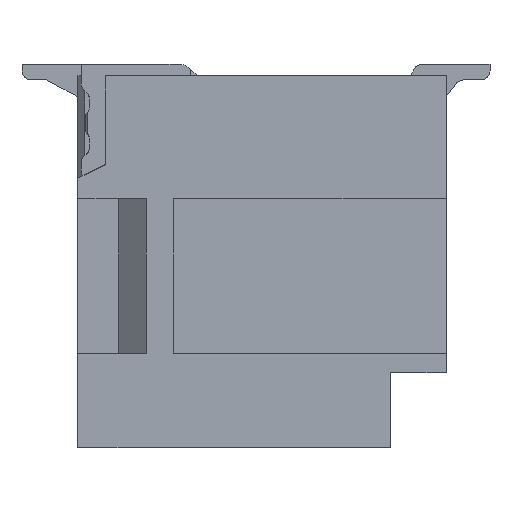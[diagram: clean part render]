
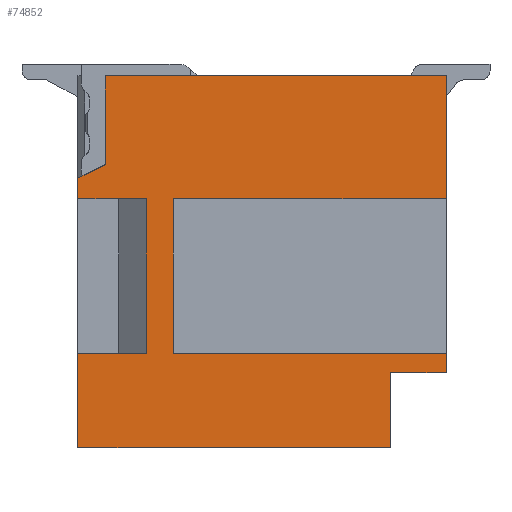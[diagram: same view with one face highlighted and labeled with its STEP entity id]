
A CAD part, front view. The second image highlights one B-rep face of the part: STEP entity #74852.
In plain terms, the highlighted planar face has unit normal (0, -1, 0).
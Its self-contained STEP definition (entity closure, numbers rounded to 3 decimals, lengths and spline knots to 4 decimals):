
#823 = CARTESIAN_POINT ( 'NONE',  ( -0.1073, -7.5, -1.5537 ) ) ;
#862 = DIRECTION ( 'NONE',  ( 0., 0., -1. ) ) ;
#2252 = VECTOR ( 'NONE', #44249, 1000. ) ;
#3131 = EDGE_CURVE ( 'NONE', #50795, #18506, #73439, .T. ) ;
#3781 = EDGE_CURVE ( 'NONE', #60489, #13621, #27479, .T. ) ;
#3941 = VERTEX_POINT ( 'NONE', #40027 ) ;
#4307 = CARTESIAN_POINT ( 'NONE',  ( -0.12, -7.5, 0. ) ) ;
#4923 = CARTESIAN_POINT ( 'NONE',  ( -0.12, -7.5, 0.12 ) ) ;
#5877 = VERTEX_POINT ( 'NONE', #16976 ) ;
#6197 = EDGE_CURVE ( 'NONE', #42216, #48077, #46475, .T. ) ;
#6402 = EDGE_CURVE ( 'NONE', #31283, #13283, #69703, .T. ) ;
#6914 = AXIS2_PLACEMENT_3D ( 'NONE', #4923, #10196, #51557 ) ;
#7206 = CARTESIAN_POINT ( 'NONE',  ( -0.12, -7.5, -1.8 ) ) ;
#7575 = VECTOR ( 'NONE', #862, 1000. ) ;
#9752 = CARTESIAN_POINT ( 'NONE',  ( 0., -7.5, -4.07 ) ) ;
#10087 = DIRECTION ( 'NONE',  ( 1., 0., 0. ) ) ;
#10196 = DIRECTION ( 'NONE',  ( 0., 1., 0. ) ) ;
#10245 = LINE ( 'NONE', #51412, #34318 ) ;
#10425 = DIRECTION ( 'NONE',  ( -1., 0., 0. ) ) ;
#12984 = DIRECTION ( 'NONE',  ( -1., 0., 0. ) ) ;
#13283 = VERTEX_POINT ( 'NONE', #34654 ) ;
#13621 = VERTEX_POINT ( 'NONE', #66007 ) ;
#14442 = CARTESIAN_POINT ( 'NONE',  ( 4.58, -7.5, -4.35 ) ) ;
#15031 = VECTOR ( 'NONE', #30869, 1000. ) ;
#15165 = CARTESIAN_POINT ( 'NONE',  ( 1.4, -7.5, -1.8 ) ) ;
#15231 = LINE ( 'NONE', #4307, #39789 ) ;
#15235 = EDGE_CURVE ( 'NONE', #70126, #42216, #15231, .T. ) ;
#16311 = DIRECTION ( 'NONE',  ( 0., 0., -1. ) ) ;
#16976 = CARTESIAN_POINT ( 'NONE',  ( 0.4, -7.5, -1.3 ) ) ;
#18166 = LINE ( 'NONE', #51394, #70090 ) ;
#18201 = EDGE_CURVE ( 'NONE', #45674, #50795, #10245, .T. ) ;
#18506 = VERTEX_POINT ( 'NONE', #20357 ) ;
#18807 = ORIENTED_EDGE ( 'NONE', *, *, #6197, .F. ) ;
#20336 = ORIENTED_EDGE ( 'NONE', *, *, #58203, .F. ) ;
#20357 = CARTESIAN_POINT ( 'NONE',  ( 5.4, -7.5, -4.35 ) ) ;
#21183 = VECTOR ( 'NONE', #12984, 1000. ) ;
#21632 = VECTOR ( 'NONE', #49247, 1000. ) ;
#21746 = LINE ( 'NONE', #30918, #71465 ) ;
#22030 = CARTESIAN_POINT ( 'NONE',  ( -0.12, -7.5, -1.8 ) ) ;
#22102 = VECTOR ( 'NONE', #36368, 1000. ) ;
#25501 = DIRECTION ( 'NONE',  ( 0., 0., -1. ) ) ;
#25795 = ORIENTED_EDGE ( 'NONE', *, *, #26626, .F. ) ;
#25990 = CARTESIAN_POINT ( 'NONE',  ( 1., -7.5, -1.68 ) ) ;
#26626 = EDGE_CURVE ( 'NONE', #39821, #5877, #28061, .T. ) ;
#27027 = CARTESIAN_POINT ( 'NONE',  ( 0.4, -7.5, 0. ) ) ;
#27353 = VECTOR ( 'NONE', #48595, 1000. ) ;
#27479 = LINE ( 'NONE', #42833, #27353 ) ;
#28061 = LINE ( 'NONE', #823, #2252 ) ;
#28165 = CARTESIAN_POINT ( 'NONE',  ( 1.4, -7.5, -4.07 ) ) ;
#28397 = ORIENTED_EDGE ( 'NONE', *, *, #3781, .F. ) ;
#29104 = EDGE_CURVE ( 'NONE', #18506, #39012, #69517, .T. ) ;
#30613 = CARTESIAN_POINT ( 'NONE',  ( 0.4, -7.5, -1.42 ) ) ;
#30645 = ORIENTED_EDGE ( 'NONE', *, *, #70124, .F. ) ;
#30869 = DIRECTION ( 'NONE',  ( 0., 0., 1. ) ) ;
#30918 = CARTESIAN_POINT ( 'NONE',  ( 5.52, -7.5, -4.07 ) ) ;
#31283 = VERTEX_POINT ( 'NONE', #70667 ) ;
#32061 = CARTESIAN_POINT ( 'NONE',  ( 5.4, -7.5, -1.8 ) ) ;
#32266 = LINE ( 'NONE', #64568, #7575 ) ;
#34318 = VECTOR ( 'NONE', #68902, 1000. ) ;
#34654 = CARTESIAN_POINT ( 'NONE',  ( 0., -7.5, -1.8 ) ) ;
#35089 = LINE ( 'NONE', #56693, #60246 ) ;
#35338 = EDGE_LOOP ( 'NONE', ( #20336, #72882, #56633, #40055, #65724, #28397, #53279, #40344, #46619, #53488, #30645, #57294, #18807, #46629, #75134, #25795 ) ) ;
#35752 = VERTEX_POINT ( 'NONE', #9752 ) ;
#36368 = DIRECTION ( 'NONE',  ( 0., 0., 1. ) ) ;
#38155 = EDGE_CURVE ( 'NONE', #13621, #35752, #65640, .T. ) ;
#39012 = VERTEX_POINT ( 'NONE', #14442 ) ;
#39169 = CARTESIAN_POINT ( 'NONE',  ( 5.4, -7.5, 0.12 ) ) ;
#39789 = VECTOR ( 'NONE', #10087, 1000. ) ;
#39821 = VERTEX_POINT ( 'NONE', #63671 ) ;
#40027 = CARTESIAN_POINT ( 'NONE',  ( 1., -7.5, -4.07 ) ) ;
#40055 = ORIENTED_EDGE ( 'NONE', *, *, #64694, .F. ) ;
#40344 = ORIENTED_EDGE ( 'NONE', *, *, #29104, .F. ) ;
#42100 = VECTOR ( 'NONE', #54199, 1000. ) ;
#42216 = VERTEX_POINT ( 'NONE', #67227 ) ;
#42531 = EDGE_CURVE ( 'NONE', #39012, #60489, #32266, .T. ) ;
#42833 = CARTESIAN_POINT ( 'NONE',  ( 4.7, -7.5, -5.45 ) ) ;
#43680 = PLANE ( 'NONE',  #6914 ) ;
#43908 = LINE ( 'NONE', #25990, #42100 ) ;
#44249 = DIRECTION ( 'NONE',  ( 0.894, 0., 0.447 ) ) ;
#45674 = VERTEX_POINT ( 'NONE', #28165 ) ;
#46475 = LINE ( 'NONE', #61021, #70684 ) ;
#46619 = ORIENTED_EDGE ( 'NONE', *, *, #3131, .F. ) ;
#46629 = ORIENTED_EDGE ( 'NONE', *, *, #15235, .F. ) ;
#47013 = VECTOR ( 'NONE', #63035, 1000. ) ;
#47648 = VECTOR ( 'NONE', #10425, 1000. ) ;
#48077 = VERTEX_POINT ( 'NONE', #32061 ) ;
#48595 = DIRECTION ( 'NONE',  ( -1., 0., 0. ) ) ;
#49247 = DIRECTION ( 'NONE',  ( -1., 0., 0. ) ) ;
#50265 = CARTESIAN_POINT ( 'NONE',  ( 5.52, -7.5, -4.35 ) ) ;
#50372 = DIRECTION ( 'NONE',  ( 0., 0., 1. ) ) ;
#50486 = EDGE_CURVE ( 'NONE', #3941, #31283, #43908, .T. ) ;
#50795 = VERTEX_POINT ( 'NONE', #68961 ) ;
#51292 = FACE_OUTER_BOUND ( 'NONE', #35338, .T. ) ;
#51394 = CARTESIAN_POINT ( 'NONE',  ( 0., -7.5, -5.57 ) ) ;
#51412 = CARTESIAN_POINT ( 'NONE',  ( 5.52, -7.5, -4.07 ) ) ;
#51557 = DIRECTION ( 'NONE',  ( 1., 0., 0. ) ) ;
#53279 = ORIENTED_EDGE ( 'NONE', *, *, #42531, .F. ) ;
#53488 = ORIENTED_EDGE ( 'NONE', *, *, #18201, .F. ) ;
#54199 = DIRECTION ( 'NONE',  ( 0., 0., 1. ) ) ;
#55231 = EDGE_CURVE ( 'NONE', #48077, #64491, #72811, .T. ) ;
#56633 = ORIENTED_EDGE ( 'NONE', *, *, #50486, .F. ) ;
#56693 = CARTESIAN_POINT ( 'NONE',  ( 1.4, -7.5, -1.68 ) ) ;
#57294 = ORIENTED_EDGE ( 'NONE', *, *, #55231, .F. ) ;
#58203 = EDGE_CURVE ( 'NONE', #13283, #39821, #18166, .T. ) ;
#58418 = EDGE_CURVE ( 'NONE', #5877, #70126, #72288, .T. ) ;
#60246 = VECTOR ( 'NONE', #16311, 1000. ) ;
#60489 = VERTEX_POINT ( 'NONE', #64748 ) ;
#61021 = CARTESIAN_POINT ( 'NONE',  ( 5.4, -7.5, 0.12 ) ) ;
#63035 = DIRECTION ( 'NONE',  ( 0., 0., -1. ) ) ;
#63671 = CARTESIAN_POINT ( 'NONE',  ( 0., -7.5, -1.5 ) ) ;
#64491 = VERTEX_POINT ( 'NONE', #15165 ) ;
#64568 = CARTESIAN_POINT ( 'NONE',  ( 4.58, -7.5, -4.23 ) ) ;
#64694 = EDGE_CURVE ( 'NONE', #35752, #3941, #21746, .T. ) ;
#64748 = CARTESIAN_POINT ( 'NONE',  ( 4.58, -7.5, -5.45 ) ) ;
#65640 = LINE ( 'NONE', #72056, #15031 ) ;
#65724 = ORIENTED_EDGE ( 'NONE', *, *, #38155, .F. ) ;
#66007 = CARTESIAN_POINT ( 'NONE',  ( 0., -7.5, -5.45 ) ) ;
#67227 = CARTESIAN_POINT ( 'NONE',  ( 5.4, -7.5, 0. ) ) ;
#68902 = DIRECTION ( 'NONE',  ( 1., 0., 0. ) ) ;
#68961 = CARTESIAN_POINT ( 'NONE',  ( 5.4, -7.5, -4.07 ) ) ;
#69517 = LINE ( 'NONE', #50265, #21632 ) ;
#69703 = LINE ( 'NONE', #7206, #21183 ) ;
#70090 = VECTOR ( 'NONE', #50372, 1000. ) ;
#70124 = EDGE_CURVE ( 'NONE', #64491, #45674, #35089, .T. ) ;
#70126 = VERTEX_POINT ( 'NONE', #27027 ) ;
#70667 = CARTESIAN_POINT ( 'NONE',  ( 1., -7.5, -1.8 ) ) ;
#70684 = VECTOR ( 'NONE', #25501, 1000. ) ;
#71465 = VECTOR ( 'NONE', #72096, 1000. ) ;
#72056 = CARTESIAN_POINT ( 'NONE',  ( 0., -7.5, -5.57 ) ) ;
#72096 = DIRECTION ( 'NONE',  ( 1., 0., 0. ) ) ;
#72288 = LINE ( 'NONE', #30613, #22102 ) ;
#72811 = LINE ( 'NONE', #22030, #47648 ) ;
#72882 = ORIENTED_EDGE ( 'NONE', *, *, #6402, .F. ) ;
#73439 = LINE ( 'NONE', #39169, #47013 ) ;
#74852 = ADVANCED_FACE ( 'NONE', ( #51292 ), #43680, .F. ) ;
#75134 = ORIENTED_EDGE ( 'NONE', *, *, #58418, .F. ) ;
